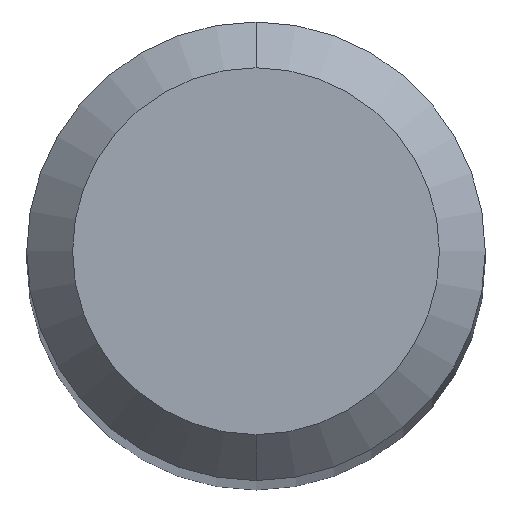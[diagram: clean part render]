
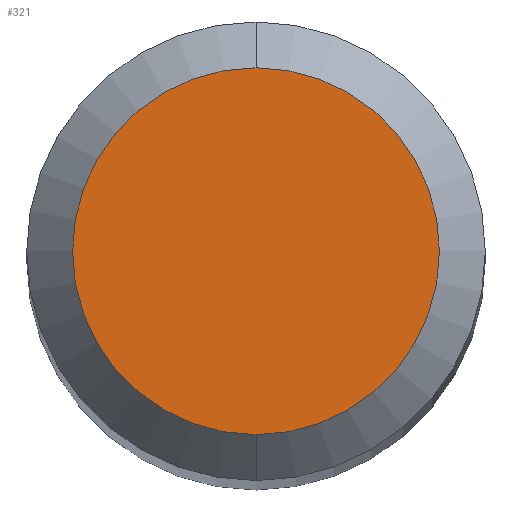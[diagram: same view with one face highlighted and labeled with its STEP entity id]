
A CAD part, top view. The second image highlights one B-rep face of the part: STEP entity #321.
In plain terms, the highlighted planar face has unit normal (0, 0, 1).
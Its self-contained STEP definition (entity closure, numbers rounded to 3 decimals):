
#263=VERTEX_POINT('',#574);
#283=EDGE_CURVE('',#263,#325,#595,.T.);
#291=EDGE_CURVE('',#325,#263,#603,.T.);
#321=ADVANCED_FACE('',(#636),#637,.T.);
#325=VERTEX_POINT('',#641);
#574=CARTESIAN_POINT('',(0.,-1.2,0.0));
#595=CIRCLE('',#1011,1.2);
#603=CIRCLE('',#1024,1.2);
#636=FACE_OUTER_BOUND('',#1095,.T.);
#637=PLANE('',#1096);
#641=CARTESIAN_POINT('',(0.0,1.2,0.0));
#1011=AXIS2_PLACEMENT_3D('',#1567,#1568,#1569);
#1024=AXIS2_PLACEMENT_3D('',#1572,#1573,#1574);
#1095=EDGE_LOOP('',(#1606,#1607));
#1096=AXIS2_PLACEMENT_3D('',#1608,#1609,#1610);
#1567=CARTESIAN_POINT('',(0.0,0.0,0.0));
#1568=DIRECTION('',(0.0,0.0,-1.0));
#1569=DIRECTION('',(0.0,1.0,0.0));
#1572=CARTESIAN_POINT('',(0.0,0.0,0.0));
#1573=DIRECTION('',(0.0,0.0,-1.0));
#1574=DIRECTION('',(0.0,1.0,0.0));
#1606=ORIENTED_EDGE('',*,*,#291,.F.);
#1607=ORIENTED_EDGE('',*,*,#283,.F.);
#1608=CARTESIAN_POINT('',(0.0,0.6,0.0));
#1609=DIRECTION('',(-0.0,0.0,1.0));
#1610=DIRECTION('',(0.0,-1.0,0.0));
